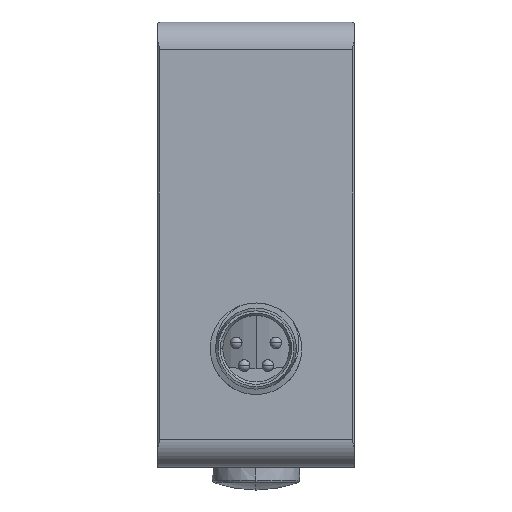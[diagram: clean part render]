
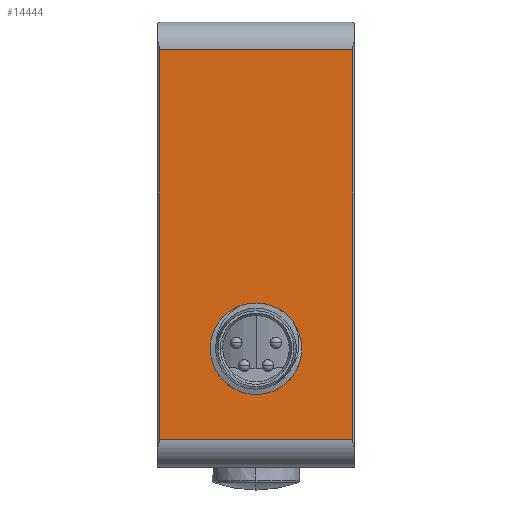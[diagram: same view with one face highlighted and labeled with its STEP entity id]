
A CAD part, left-side view. The second image highlights one B-rep face of the part: STEP entity #14444.
In plain terms, the highlighted planar face has unit normal (-1, 0, 0).
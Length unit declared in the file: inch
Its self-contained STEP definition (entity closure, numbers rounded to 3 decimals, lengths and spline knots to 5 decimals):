
#441 = CARTESIAN_POINT ( 'NONE',  ( 0., 0., 0.56119 ) ) ;
#712 = EDGE_CURVE ( 'NONE', #16677, #16869, #24557, .T. ) ;
#949 = VECTOR ( 'NONE', #3304, 39.37008 ) ;
#1771 = VERTEX_POINT ( 'NONE', #441 ) ;
#1972 = CARTESIAN_POINT ( 'NONE',  ( 0., -0.32685, 6.89544 ) ) ;
#1979 = AXIS2_PLACEMENT_3D ( 'NONE', #12994, #10584, #12616 ) ;
#2428 = ORIENTED_EDGE ( 'NONE', *, *, #14777, .F. ) ;
#2943 = LINE ( 'NONE', #18597, #949 ) ;
#3304 = DIRECTION ( 'NONE',  ( 0., 1., 0. ) ) ;
#3864 = EDGE_CURVE ( 'NONE', #21926, #16677, #16665, .T. ) ;
#4033 = FACE_OUTER_BOUND ( 'NONE', #13740, .T. ) ;
#4060 = CARTESIAN_POINT ( 'NONE',  ( 0., 0., 0.44719 ) ) ;
#5064 = CARTESIAN_POINT ( 'NONE',  ( 0., -0.32685, 1.45684 ) ) ;
#5078 = CIRCLE ( 'NONE', #21865, 0.114 ) ;
#6099 = PLANE ( 'NONE',  #1979 ) ;
#6683 = ORIENTED_EDGE ( 'NONE', *, *, #23398, .T. ) ;
#6994 = CARTESIAN_POINT ( 'NONE',  ( 0., -0.32685, 0.14094 ) ) ;
#6995 = CARTESIAN_POINT ( 'NONE',  ( 0., 0.33185, 0.14094 ) ) ;
#7122 = VERTEX_POINT ( 'NONE', #23142 ) ;
#8166 = ORIENTED_EDGE ( 'NONE', *, *, #3864, .T. ) ;
#8756 = CARTESIAN_POINT ( 'NONE',  ( 0., 0., 0.44719 ) ) ;
#9348 = DIRECTION ( 'NONE',  ( 0., 0., 1. ) ) ;
#9794 = EDGE_CURVE ( 'NONE', #16869, #13841, #19556, .T. ) ;
#10573 = CIRCLE ( 'NONE', #13823, 0.114 ) ;
#10584 = DIRECTION ( 'NONE',  ( 1., 0., 0. ) ) ;
#10761 = DIRECTION ( 'NONE',  ( 0., 0., -1. ) ) ;
#11981 = VECTOR ( 'NONE', #10761, 39.37008 ) ;
#12105 = FACE_BOUND ( 'NONE', #13777, .T. ) ;
#12556 = CARTESIAN_POINT ( 'NONE',  ( 0., 0.32685, 0.14094 ) ) ;
#12616 = DIRECTION ( 'NONE',  ( 0., 0., -1. ) ) ;
#12994 = CARTESIAN_POINT ( 'NONE',  ( 0., 0.33185, 6.89544 ) ) ;
#13740 = EDGE_LOOP ( 'NONE', ( #6683, #8166, #24835, #23846 ) ) ;
#13777 = EDGE_LOOP ( 'NONE', ( #21742, #2428 ) ) ;
#13823 = AXIS2_PLACEMENT_3D ( 'NONE', #8756, #16565, #18256 ) ;
#13841 = VERTEX_POINT ( 'NONE', #5064 ) ;
#14444 = ADVANCED_FACE ( 'NONE', ( #12105, #4033 ), #6099, .F. ) ;
#14777 = EDGE_CURVE ( 'NONE', #7122, #1771, #10573, .T. ) ;
#14790 = DIRECTION ( 'NONE',  ( 0., -1., 0. ) ) ;
#15342 = DIRECTION ( 'NONE',  ( -1., 0., 0. ) ) ;
#15353 = VECTOR ( 'NONE', #14790, 39.37008 ) ;
#16565 = DIRECTION ( 'NONE',  ( -1., 0., 0. ) ) ;
#16665 = LINE ( 'NONE', #20522, #11981 ) ;
#16677 = VERTEX_POINT ( 'NONE', #12556 ) ;
#16869 = VERTEX_POINT ( 'NONE', #6994 ) ;
#17606 = DIRECTION ( 'NONE',  ( 0., 0., 1. ) ) ;
#18256 = DIRECTION ( 'NONE',  ( 0., 0., 1. ) ) ;
#18597 = CARTESIAN_POINT ( 'NONE',  ( 0., 0.33185, 1.45684 ) ) ;
#19524 = VECTOR ( 'NONE', #17606, 39.37008 ) ;
#19556 = LINE ( 'NONE', #1972, #19524 ) ;
#19802 = CARTESIAN_POINT ( 'NONE',  ( 0., 0.32685, 1.45684 ) ) ;
#20522 = CARTESIAN_POINT ( 'NONE',  ( 0., 0.32685, 6.89544 ) ) ;
#21742 = ORIENTED_EDGE ( 'NONE', *, *, #24528, .F. ) ;
#21865 = AXIS2_PLACEMENT_3D ( 'NONE', #4060, #15342, #9348 ) ;
#21926 = VERTEX_POINT ( 'NONE', #19802 ) ;
#23142 = CARTESIAN_POINT ( 'NONE',  ( 0., 0., 0.33319 ) ) ;
#23398 = EDGE_CURVE ( 'NONE', #13841, #21926, #2943, .T. ) ;
#23846 = ORIENTED_EDGE ( 'NONE', *, *, #9794, .T. ) ;
#24528 = EDGE_CURVE ( 'NONE', #1771, #7122, #5078, .T. ) ;
#24557 = LINE ( 'NONE', #6995, #15353 ) ;
#24835 = ORIENTED_EDGE ( 'NONE', *, *, #712, .T. ) ;
